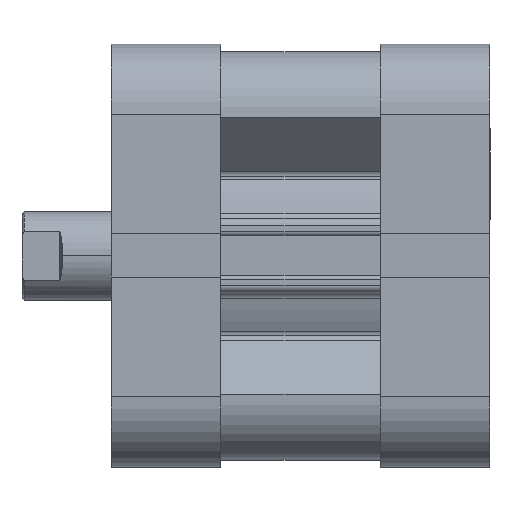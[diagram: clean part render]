
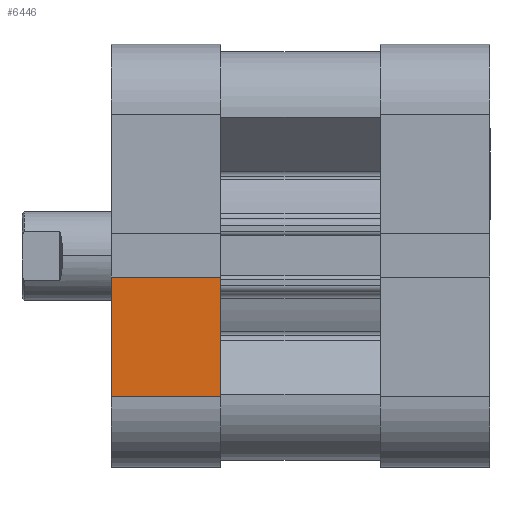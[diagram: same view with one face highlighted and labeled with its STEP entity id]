
A CAD part, top view. The second image highlights one B-rep face of the part: STEP entity #6446.
In plain terms, the highlighted planar face has unit normal (0, 0, 1).
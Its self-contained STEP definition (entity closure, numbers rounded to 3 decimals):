
#232 = VECTOR ( 'NONE', #10206, 1000. ) ;
#234 = LINE ( 'NONE', #10205, #232 ) ;
#273 = LINE ( 'NONE', #10262, #280 ) ;
#280 = VECTOR ( 'NONE', #10265, 1000. ) ;
#295 = LINE ( 'NONE', #10281, #296 ) ;
#296 = VECTOR ( 'NONE', #10282, 1000. ) ;
#374 = VECTOR ( 'NONE', #7686, 1000. ) ;
#379 = LINE ( 'NONE', #7680, #374 ) ;
#2112 = ORIENTED_EDGE ( 'NONE', *, *, #6910, .T. ) ;
#2128 = ORIENTED_EDGE ( 'NONE', *, *, #6918, .T. ) ;
#2129 = ORIENTED_EDGE ( 'NONE', *, *, #6884, .F. ) ;
#2161 = ORIENTED_EDGE ( 'NONE', *, *, #6970, .T. ) ;
#2863 = EDGE_LOOP ( 'NONE', ( #2161, #2112, #2129, #2128 ) ) ;
#3226 = VERTEX_POINT ( 'NONE', #7600 ) ;
#3228 = VERTEX_POINT ( 'NONE', #7620 ) ;
#3541 = VERTEX_POINT ( 'NONE', #10362 ) ;
#3633 = VERTEX_POINT ( 'NONE', #4853 ) ;
#4263 = FACE_OUTER_BOUND ( 'NONE', #2863, .T. ) ;
#4853 = CARTESIAN_POINT ( 'NONE',  ( -13.071, -2.97, 28.5 ) ) ;
#5964 = PLANE ( 'NONE',  #8828 ) ;
#5967 = CARTESIAN_POINT ( 'NONE',  ( -13.071, -62.841, 28.5 ) ) ;
#5973 = DIRECTION ( 'NONE',  ( 0., 0., 1. ) ) ;
#5974 = DIRECTION ( 'NONE',  ( 1., 0., 0. ) ) ;
#6446 = ADVANCED_FACE ( 'NONE', ( #4263 ), #5964, .T. ) ;
#6884 = EDGE_CURVE ( 'NONE', #3226, #3228, #234, .T. ) ;
#6910 = EDGE_CURVE ( 'NONE', #3633, #3228, #273, .T. ) ;
#6918 = EDGE_CURVE ( 'NONE', #3226, #3541, #295, .T. ) ;
#6970 = EDGE_CURVE ( 'NONE', #3541, #3633, #379, .T. ) ;
#7600 = CARTESIAN_POINT ( 'NONE',  ( -27.821, -19., 28.5 ) ) ;
#7620 = CARTESIAN_POINT ( 'NONE',  ( -27.821, -2.97, 28.5 ) ) ;
#7680 = CARTESIAN_POINT ( 'NONE',  ( -13.071, -62.841, 28.5 ) ) ;
#7686 = DIRECTION ( 'NONE',  ( 0., 1., 0. ) ) ;
#8828 = AXIS2_PLACEMENT_3D ( 'NONE', #5967, #5973, #5974 ) ;
#10205 = CARTESIAN_POINT ( 'NONE',  ( -27.821, -62.841, 28.5 ) ) ;
#10206 = DIRECTION ( 'NONE',  ( 0., 1., 0. ) ) ;
#10262 = CARTESIAN_POINT ( 'NONE',  ( -13.071, -2.97, 28.5 ) ) ;
#10265 = DIRECTION ( 'NONE',  ( -1., 0., 0. ) ) ;
#10281 = CARTESIAN_POINT ( 'NONE',  ( -13.071, -19., 28.5 ) ) ;
#10282 = DIRECTION ( 'NONE',  ( 1., 0., 0. ) ) ;
#10362 = CARTESIAN_POINT ( 'NONE',  ( -13.071, -19., 28.5 ) ) ;
